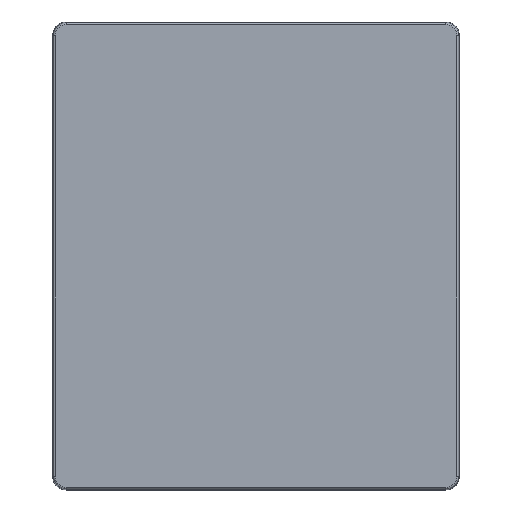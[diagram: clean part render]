
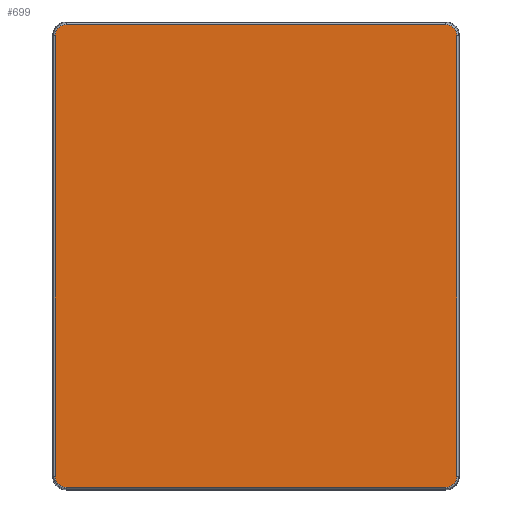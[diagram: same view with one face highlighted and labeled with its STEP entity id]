
A CAD part, top view. The second image highlights one B-rep face of the part: STEP entity #699.
In plain terms, the highlighted planar face has unit normal (0, 0, 1).
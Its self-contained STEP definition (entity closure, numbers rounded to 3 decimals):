
#699=ADVANCED_FACE('',(#1198),#1108,.T.);
#1108=PLANE('',#6248);
#1198=FACE_OUTER_BOUND('',#1594,.T.);
#1594=EDGE_LOOP('',(#2305,#2306,#2307,#2308,#2309,#2310,#2311,#2312));
#2020=CIRCLE('',#6244,7.252);
#2021=CIRCLE('',#6245,7.252);
#2022=CIRCLE('',#6246,7.252);
#2023=CIRCLE('',#6247,7.252);
#2305=ORIENTED_EDGE('',*,*,#4672,.T.);
#2306=ORIENTED_EDGE('',*,*,#4673,.T.);
#2307=ORIENTED_EDGE('',*,*,#4674,.T.);
#2308=ORIENTED_EDGE('',*,*,#4675,.T.);
#2309=ORIENTED_EDGE('',*,*,#4676,.T.);
#2310=ORIENTED_EDGE('',*,*,#4677,.T.);
#2311=ORIENTED_EDGE('',*,*,#4678,.T.);
#2312=ORIENTED_EDGE('',*,*,#4679,.T.);
#4143=VERTEX_POINT('',#8551);
#4144=VERTEX_POINT('',#8552);
#4145=VERTEX_POINT('',#8554);
#4146=VERTEX_POINT('',#8556);
#4147=VERTEX_POINT('',#8558);
#4148=VERTEX_POINT('',#8560);
#4149=VERTEX_POINT('',#8562);
#4150=VERTEX_POINT('',#8564);
#4672=EDGE_CURVE('',#4143,#4144,#5591,.T.);
#4673=EDGE_CURVE('',#4144,#4145,#2020,.T.);
#4674=EDGE_CURVE('',#4145,#4146,#5592,.T.);
#4675=EDGE_CURVE('',#4146,#4147,#2021,.T.);
#4676=EDGE_CURVE('',#4147,#4148,#5593,.T.);
#4677=EDGE_CURVE('',#4148,#4149,#2022,.T.);
#4678=EDGE_CURVE('',#4149,#4150,#5594,.T.);
#4679=EDGE_CURVE('',#4150,#4143,#2023,.T.);
#5591=LINE('',#8550,#5917);
#5592=LINE('',#8555,#5918);
#5593=LINE('',#8559,#5919);
#5594=LINE('',#8563,#5920);
#5917=VECTOR('',#6905,1.);
#5918=VECTOR('',#6908,1.);
#5919=VECTOR('',#6911,1.);
#5920=VECTOR('',#6914,1.);
#6244=AXIS2_PLACEMENT_3D('',#8553,#6906,#6907);
#6245=AXIS2_PLACEMENT_3D('',#8557,#6909,#6910);
#6246=AXIS2_PLACEMENT_3D('',#8561,#6912,#6913);
#6247=AXIS2_PLACEMENT_3D('',#8565,#6915,#6916);
#6248=AXIS2_PLACEMENT_3D('',#8566,#6917,#6918);
#6905=DIRECTION('',(0.,1.,0.));
#6906=DIRECTION('',(0.,0.,1.));
#6907=DIRECTION('',(1.,0.,0.));
#6908=DIRECTION('',(-1.,0.,0.));
#6909=DIRECTION('',(0.,0.,1.));
#6910=DIRECTION('',(1.,0.,0.));
#6911=DIRECTION('',(0.,-1.,0.));
#6912=DIRECTION('',(0.,0.,1.));
#6913=DIRECTION('',(1.,0.,0.));
#6914=DIRECTION('',(1.,0.,0.));
#6915=DIRECTION('',(0.,0.,1.));
#6916=DIRECTION('',(1.,0.,0.));
#6917=DIRECTION('',(0.,0.,1.));
#6918=DIRECTION('',(1.,0.,0.));
#8550=CARTESIAN_POINT('',(128.417,-140.665,6.559));
#8551=CARTESIAN_POINT('',(128.417,-140.665,6.559));
#8552=CARTESIAN_POINT('',(128.417,140.665,6.559));
#8553=CARTESIAN_POINT('',(121.165,140.665,6.559));
#8554=CARTESIAN_POINT('',(121.165,147.917,6.559));
#8555=CARTESIAN_POINT('',(-121.165,147.917,6.559));
#8556=CARTESIAN_POINT('',(-121.165,147.917,6.559));
#8557=CARTESIAN_POINT('',(-121.165,140.665,6.559));
#8558=CARTESIAN_POINT('',(-128.417,140.665,6.559));
#8559=CARTESIAN_POINT('',(-128.417,-140.665,6.559));
#8560=CARTESIAN_POINT('',(-128.417,-140.665,6.559));
#8561=CARTESIAN_POINT('',(-121.165,-140.665,6.559));
#8562=CARTESIAN_POINT('',(-121.165,-147.917,6.559));
#8563=CARTESIAN_POINT('',(-121.165,-147.917,6.559));
#8564=CARTESIAN_POINT('',(121.165,-147.917,6.559));
#8565=CARTESIAN_POINT('',(121.165,-140.665,6.559));
#8566=CARTESIAN_POINT('',(-121.165,-140.665,6.559));
